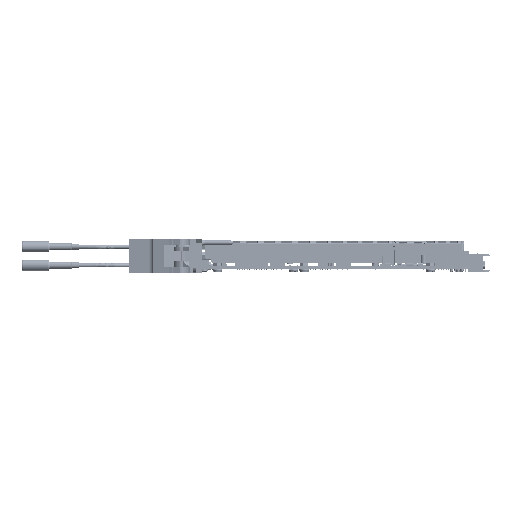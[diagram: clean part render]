
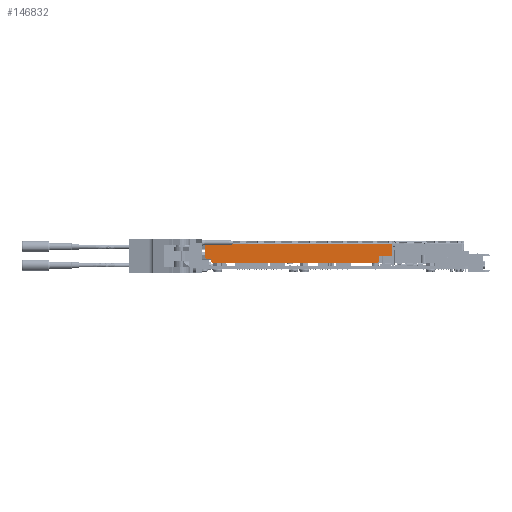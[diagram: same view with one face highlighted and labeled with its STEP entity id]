
A CAD part, front view. The second image highlights one B-rep face of the part: STEP entity #146832.
In plain terms, the highlighted planar face has unit normal (0, -1, 0).
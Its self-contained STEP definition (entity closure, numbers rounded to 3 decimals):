
#15092 = CARTESIAN_POINT ( 'NONE',  ( -74.1, -57.19, 2.18 ) ) ;
#15094 = DIRECTION ( 'NONE',  ( 0., -1., 0. ) ) ;
#15097 = DIRECTION ( 'NONE',  ( -1., 0., 0. ) ) ;
#15271 = CARTESIAN_POINT ( 'NONE',  ( 34.183, -57.19, 0.68 ) ) ;
#15274 = DIRECTION ( 'NONE',  ( 0., 0., 1. ) ) ;
#15798 = CARTESIAN_POINT ( 'NONE',  ( 25.183, -57.19, 1.68 ) ) ;
#15801 = DIRECTION ( 'NONE',  ( 0., -1., 0. ) ) ;
#15804 = DIRECTION ( 'NONE',  ( 0., 0., 1. ) ) ;
#15812 = CARTESIAN_POINT ( 'NONE',  ( 33.183, -57.19, 5.68 ) ) ;
#15814 = DIRECTION ( 'NONE',  ( 0., -1., 0. ) ) ;
#15816 = DIRECTION ( 'NONE',  ( 0., 0., 1. ) ) ;
#15979 = CARTESIAN_POINT ( 'NONE',  ( -73.1, -57.19, 2.18 ) ) ;
#15981 = DIRECTION ( 'NONE',  ( 0., 0., 1. ) ) ;
#22351 = DIRECTION ( 'NONE',  ( 0., 0., 1. ) ) ;
#22352 = CARTESIAN_POINT ( 'NONE',  ( -76.7, -57.19, 0.68 ) ) ;
#22401 = CARTESIAN_POINT ( 'NONE',  ( -75.7, -57.19, 4.18 ) ) ;
#22403 = DIRECTION ( 'NONE',  ( 0., -1., 0. ) ) ;
#22406 = DIRECTION ( 'NONE',  ( 0., 0., 1. ) ) ;
#62402 = CARTESIAN_POINT ( 'NONE',  ( 34.183, -57.19, 5.68 ) ) ;
#62424 = CARTESIAN_POINT ( 'NONE',  ( -76.7, -57.19, 11.943 ) ) ;
#62427 = CARTESIAN_POINT ( 'NONE',  ( 27.183, -57.19, 4.68 ) ) ;
#62428 = CARTESIAN_POINT ( 'NONE',  ( 34.183, -57.19, 11.943 ) ) ;
#62430 = CARTESIAN_POINT ( 'NONE',  ( 33.183, -57.19, 4.68 ) ) ;
#62434 = CARTESIAN_POINT ( 'NONE',  ( 25.183, -57.19, 0.68 ) ) ;
#62438 = CARTESIAN_POINT ( 'NONE',  ( 26.183, -57.19, 3.68 ) ) ;
#62442 = CARTESIAN_POINT ( 'NONE',  ( 26.183, -57.19, 1.68 ) ) ;
#62446 = CARTESIAN_POINT ( 'NONE',  ( -73.1, -57.19, 1.68 ) ) ;
#62453 = CARTESIAN_POINT ( 'NONE',  ( -75.7, -57.19, 3.18 ) ) ;
#62456 = CARTESIAN_POINT ( 'NONE',  ( -73.1, -57.19, 2.18 ) ) ;
#62457 = CARTESIAN_POINT ( 'NONE',  ( -74.1, -57.19, 3.18 ) ) ;
#62462 = CARTESIAN_POINT ( 'NONE',  ( -72.1, -57.19, 0.68 ) ) ;
#77105 = FACE_OUTER_BOUND ( 'NONE', #114584, .T. ) ;
#78049 = VERTEX_POINT ( 'NONE', #62402 ) ;
#78062 = VERTEX_POINT ( 'NONE', #62424 ) ;
#78064 = VERTEX_POINT ( 'NONE', #62427 ) ;
#78065 = VERTEX_POINT ( 'NONE', #62428 ) ;
#78066 = VERTEX_POINT ( 'NONE', #62430 ) ;
#78068 = VERTEX_POINT ( 'NONE', #62434 ) ;
#78070 = VERTEX_POINT ( 'NONE', #62438 ) ;
#78072 = VERTEX_POINT ( 'NONE', #62442 ) ;
#78074 = VERTEX_POINT ( 'NONE', #62446 ) ;
#78079 = VERTEX_POINT ( 'NONE', #62453 ) ;
#78081 = VERTEX_POINT ( 'NONE', #62456 ) ;
#78082 = VERTEX_POINT ( 'NONE', #62457 ) ;
#78085 = VERTEX_POINT ( 'NONE', #62462 ) ;
#114584 = EDGE_LOOP ( 'NONE', ( #226959, #226962, #226965, #226969, #226971, #226974, #226976, #226980, #226983, #226986, #226989, #226991, #226994, #226998 ) ) ;
#143127 = EDGE_CURVE ( 'NONE', #161113, #78062, #191071, .T. ) ;
#143140 = EDGE_CURVE ( 'NONE', #161113, #78079, #191079, .T. ) ;
#143506 = EDGE_CURVE ( 'NONE', #78070, #78064, #191177, .T. ) ;
#143844 = EDGE_CURVE ( 'NONE', #78066, #78064, #191222, .T. ) ;
#143945 = EDGE_CURVE ( 'NONE', #78068, #78085, #191239, .T. ) ;
#143950 = EDGE_CURVE ( 'NONE', #78074, #78085, #191236, .T. ) ;
#144116 = EDGE_CURVE ( 'NONE', #78070, #78072, #191294, .T. ) ;
#144487 = EDGE_CURVE ( 'NONE', #78062, #78065, #191391, .T. ) ;
#144511 = EDGE_CURVE ( 'NONE', #78082, #78079, #191397, .T. ) ;
#144598 = EDGE_CURVE ( 'NONE', #78081, #78082, #191426, .T. ) ;
#144687 = EDGE_CURVE ( 'NONE', #78049, #78065, #191450, .T. ) ;
#144905 = EDGE_CURVE ( 'NONE', #78068, #78072, #191504, .T. ) ;
#144909 = EDGE_CURVE ( 'NONE', #78066, #78049, #191506, .T. ) ;
#144937 = EDGE_CURVE ( 'NONE', #78074, #78081, #191544, .T. ) ;
#146832 = ADVANCED_FACE ( 'NONE', ( #77105 ), #186522, .F. ) ;
#153706 = AXIS2_PLACEMENT_3D ( 'NONE', #15798, #15801, #15804 ) ;
#154745 = AXIS2_PLACEMENT_3D ( 'NONE', #175004, #175005, #175006 ) ;
#154771 = AXIS2_PLACEMENT_3D ( 'NONE', #22401, #22403, #22406 ) ;
#154802 = AXIS2_PLACEMENT_3D ( 'NONE', #174587, #174589, #174590 ) ;
#155154 = AXIS2_PLACEMENT_3D ( 'NONE', #15092, #15094, #15097 ) ;
#155678 = AXIS2_PLACEMENT_3D ( 'NONE', #15812, #15814, #15816 ) ;
#161113 = VERTEX_POINT ( 'NONE', #195441 ) ;
#174587 = CARTESIAN_POINT ( 'NONE',  ( 27.183, -57.19, 3.68 ) ) ;
#174589 = DIRECTION ( 'NONE',  ( 0., 1., 0. ) ) ;
#174590 = DIRECTION ( 'NONE',  ( 0., 0., 1. ) ) ;
#174893 = CARTESIAN_POINT ( 'NONE',  ( 34.183, -57.19, 4.68 ) ) ;
#174897 = DIRECTION ( 'NONE',  ( -1., 0., 0. ) ) ;
#174991 = CARTESIAN_POINT ( 'NONE',  ( 75.92, -57.19, 0.68 ) ) ;
#174998 = DIRECTION ( 'NONE',  ( -1., 0., 0. ) ) ;
#175004 = CARTESIAN_POINT ( 'NONE',  ( -72.1, -57.19, 1.68 ) ) ;
#175005 = DIRECTION ( 'NONE',  ( 0., -1., 0. ) ) ;
#175006 = DIRECTION ( 'NONE',  ( 0., 0., 1. ) ) ;
#175131 = CARTESIAN_POINT ( 'NONE',  ( 26.183, -57.19, 4.68 ) ) ;
#175132 = DIRECTION ( 'NONE',  ( 0., 0., -1. ) ) ;
#175414 = CARTESIAN_POINT ( 'NONE',  ( 75.92, -57.19, 11.943 ) ) ;
#175415 = DIRECTION ( 'NONE',  ( 1., 0., 0. ) ) ;
#175422 = CARTESIAN_POINT ( 'NONE',  ( -76.7, -57.19, 3.18 ) ) ;
#175427 = DIRECTION ( 'NONE',  ( -1., 0., 0. ) ) ;
#186522 = PLANE ( 'NONE',  #206762 ) ;
#186544 = CARTESIAN_POINT ( 'NONE',  ( 75.92, -57.19, 0.68 ) ) ;
#186547 = DIRECTION ( 'NONE',  ( 0., 1., 0. ) ) ;
#186550 = DIRECTION ( 'NONE',  ( 0., 0., 1. ) ) ;
#191071 = LINE ( 'NONE', #22352, #191073 ) ;
#191073 = VECTOR ( 'NONE', #22351, 1000. ) ;
#191079 = CIRCLE ( 'NONE', #154771, 1. ) ;
#191177 = CIRCLE ( 'NONE', #154802, 1. ) ;
#191222 = LINE ( 'NONE', #174893, #191225 ) ;
#191225 = VECTOR ( 'NONE', #174897, 1000. ) ;
#191236 = CIRCLE ( 'NONE', #154745, 1. ) ;
#191239 = LINE ( 'NONE', #174991, #191241 ) ;
#191241 = VECTOR ( 'NONE', #174998, 1000. ) ;
#191294 = LINE ( 'NONE', #175131, #191297 ) ;
#191297 = VECTOR ( 'NONE', #175132, 1000. ) ;
#191391 = LINE ( 'NONE', #175414, #191394 ) ;
#191394 = VECTOR ( 'NONE', #175415, 1000. ) ;
#191397 = LINE ( 'NONE', #175422, #191400 ) ;
#191400 = VECTOR ( 'NONE', #175427, 1000. ) ;
#191426 = CIRCLE ( 'NONE', #155154, 1. ) ;
#191450 = LINE ( 'NONE', #15271, #191453 ) ;
#191453 = VECTOR ( 'NONE', #15274, 1000. ) ;
#191504 = CIRCLE ( 'NONE', #153706, 1. ) ;
#191506 = CIRCLE ( 'NONE', #155678, 1. ) ;
#191542 = VECTOR ( 'NONE', #15981, 1000. ) ;
#191544 = LINE ( 'NONE', #15979, #191542 ) ;
#195441 = CARTESIAN_POINT ( 'NONE',  ( -76.7, -57.19, 4.18 ) ) ;
#206762 = AXIS2_PLACEMENT_3D ( 'NONE', #186544, #186547, #186550 ) ;
#226959 = ORIENTED_EDGE ( 'NONE', *, *, #143127, .F. ) ;
#226962 = ORIENTED_EDGE ( 'NONE', *, *, #143140, .T. ) ;
#226965 = ORIENTED_EDGE ( 'NONE', *, *, #144511, .F. ) ;
#226969 = ORIENTED_EDGE ( 'NONE', *, *, #144598, .F. ) ;
#226971 = ORIENTED_EDGE ( 'NONE', *, *, #144937, .F. ) ;
#226974 = ORIENTED_EDGE ( 'NONE', *, *, #143950, .T. ) ;
#226976 = ORIENTED_EDGE ( 'NONE', *, *, #143945, .F. ) ;
#226980 = ORIENTED_EDGE ( 'NONE', *, *, #144905, .T. ) ;
#226983 = ORIENTED_EDGE ( 'NONE', *, *, #144116, .F. ) ;
#226986 = ORIENTED_EDGE ( 'NONE', *, *, #143506, .T. ) ;
#226989 = ORIENTED_EDGE ( 'NONE', *, *, #143844, .F. ) ;
#226991 = ORIENTED_EDGE ( 'NONE', *, *, #144909, .T. ) ;
#226994 = ORIENTED_EDGE ( 'NONE', *, *, #144687, .T. ) ;
#226998 = ORIENTED_EDGE ( 'NONE', *, *, #144487, .F. ) ;
